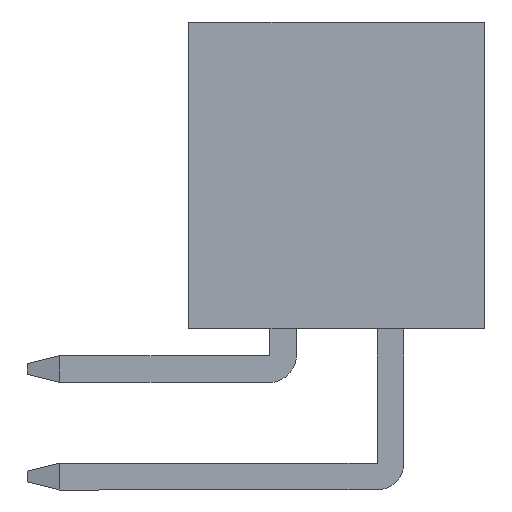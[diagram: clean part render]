
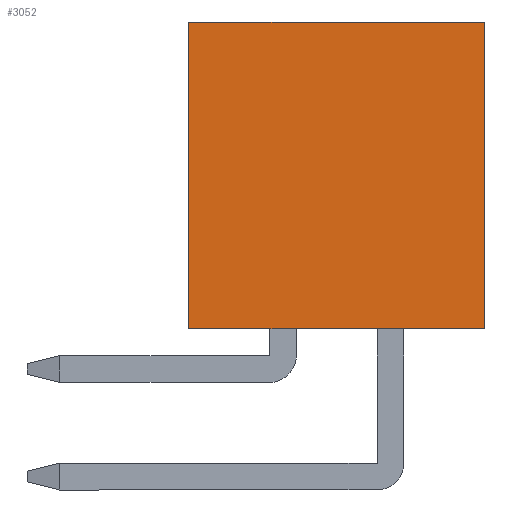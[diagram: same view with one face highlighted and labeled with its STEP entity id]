
A CAD part, left-side view. The second image highlights one B-rep face of the part: STEP entity #3052.
In plain terms, the highlighted planar face has unit normal (-1, 0, 0).
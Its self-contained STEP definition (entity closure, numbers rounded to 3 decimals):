
#433=ORIENTED_EDGE('',*,*,#1113,.F.);
#434=ORIENTED_EDGE('',*,*,#955,.F.);
#435=ORIENTED_EDGE('',*,*,#988,.T.);
#436=ORIENTED_EDGE('',*,*,#1192,.T.);
#955=EDGE_CURVE('',#1385,#1386,#1665,.T.);
#988=EDGE_CURVE('',#1385,#1417,#1698,.T.);
#1113=EDGE_CURVE('',#1386,#1515,#1823,.T.);
#1192=EDGE_CURVE('',#1417,#1515,#1902,.T.);
#1385=VERTEX_POINT('',#4190);
#1386=VERTEX_POINT('',#4192);
#1417=VERTEX_POINT('',#4256);
#1515=VERTEX_POINT('',#4498);
#1665=LINE('',#4191,#2091);
#1698=LINE('',#4257,#2124);
#1823=LINE('',#4497,#2249);
#1902=LINE('',#4654,#2328);
#2091=VECTOR('',#3399,1000.);
#2124=VECTOR('',#3434,1000.);
#2249=VECTOR('',#3595,1000.);
#2328=VECTOR('',#3724,1000.);
#2552=EDGE_LOOP('',(#433,#434,#435,#436));
#2730=FACE_BOUND('',#2552,.T.);
#2897=PLANE('',#3247);
#3052=ADVANCED_FACE('',(#2730),#2897,.T.);
#3247=AXIS2_PLACEMENT_3D('',#4662,#3729,#3730);
#3399=DIRECTION('',(0.,1.,0.));
#3434=DIRECTION('',(0.,0.,1.));
#3595=DIRECTION('',(0.,0.,1.));
#3724=DIRECTION('',(0.,1.,0.));
#3729=DIRECTION('',(-1.,0.,0.));
#3730=DIRECTION('',(0.,0.,1.));
#4190=CARTESIAN_POINT('',(-8.625,-2.75,-2.85));
#4191=CARTESIAN_POINT('',(-8.625,-2.75,-2.85));
#4192=CARTESIAN_POINT('',(-8.625,2.75,-2.85));
#4256=CARTESIAN_POINT('',(-8.625,-2.75,2.85));
#4257=CARTESIAN_POINT('',(-8.625,-2.75,-2.85));
#4497=CARTESIAN_POINT('',(-8.625,2.75,-2.85));
#4498=CARTESIAN_POINT('',(-8.625,2.75,2.85));
#4654=CARTESIAN_POINT('',(-8.625,-2.75,2.85));
#4662=CARTESIAN_POINT('',(-8.625,-2.75,-2.85));
